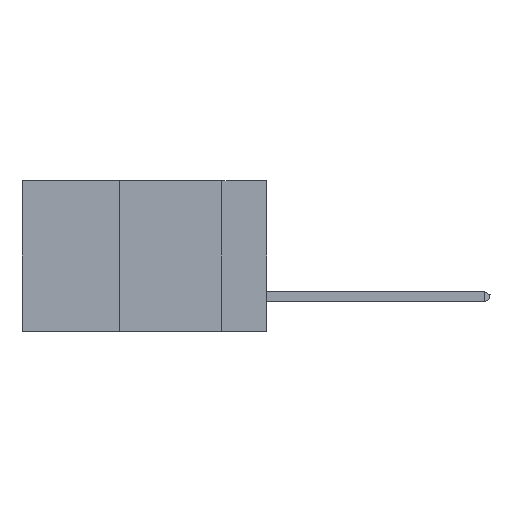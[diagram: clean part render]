
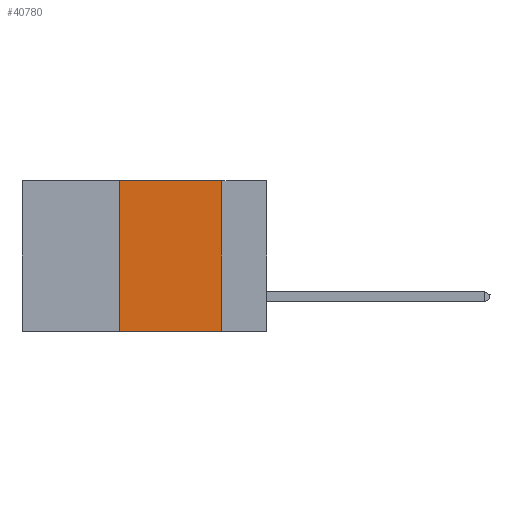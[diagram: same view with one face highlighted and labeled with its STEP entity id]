
A CAD part, left-side view. The second image highlights one B-rep face of the part: STEP entity #40780.
In plain terms, the highlighted planar face has unit normal (-1, 0, 0).
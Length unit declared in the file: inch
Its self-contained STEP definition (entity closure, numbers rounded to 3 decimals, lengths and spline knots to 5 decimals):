
#614 = EDGE_CURVE ( 'NONE', #11963, #32830, #26111, .T. ) ;
#888 = DIRECTION ( 'NONE',  ( 0., -1., 0. ) ) ;
#2502 = CARTESIAN_POINT ( 'NONE',  ( 0., 0.36, 0. ) ) ;
#3460 = CARTESIAN_POINT ( 'NONE',  ( 0., 0.11, 0. ) ) ;
#3570 = DIRECTION ( 'NONE',  ( 0., 0., -1. ) ) ;
#3647 = ORIENTED_EDGE ( 'NONE', *, *, #10787, .F. ) ;
#4068 = VERTEX_POINT ( 'NONE', #4739 ) ;
#4078 = CARTESIAN_POINT ( 'NONE',  ( 0., 0.6, 0. ) ) ;
#4593 = VECTOR ( 'NONE', #3570, 39.37008 ) ;
#4739 = CARTESIAN_POINT ( 'NONE',  ( 0., 0.36, -0.37 ) ) ;
#6446 = CARTESIAN_POINT ( 'NONE',  ( 0., 0.6, 0. ) ) ;
#9102 = CARTESIAN_POINT ( 'NONE',  ( 0., 0.6, -0.37 ) ) ;
#9518 = DIRECTION ( 'NONE',  ( 0., 0., 1. ) ) ;
#10787 = EDGE_CURVE ( 'NONE', #26034, #11963, #33235, .T. ) ;
#11730 = VECTOR ( 'NONE', #9518, 39.37008 ) ;
#11963 = VERTEX_POINT ( 'NONE', #3460 ) ;
#12709 = CARTESIAN_POINT ( 'NONE',  ( 0., 0.36, 0. ) ) ;
#13888 = AXIS2_PLACEMENT_3D ( 'NONE', #6446, #32010, #34784 ) ;
#14173 = ORIENTED_EDGE ( 'NONE', *, *, #22937, .T. ) ;
#19598 = ORIENTED_EDGE ( 'NONE', *, *, #21759, .F. ) ;
#20661 = ORIENTED_EDGE ( 'NONE', *, *, #614, .F. ) ;
#21759 = EDGE_CURVE ( 'NONE', #4068, #26034, #25046, .T. ) ;
#22205 = PLANE ( 'NONE',  #13888 ) ;
#22937 = EDGE_CURVE ( 'NONE', #4068, #32830, #38271, .T. ) ;
#25046 = LINE ( 'NONE', #2502, #11730 ) ;
#25590 = FACE_OUTER_BOUND ( 'NONE', #41790, .T. ) ;
#26034 = VERTEX_POINT ( 'NONE', #12709 ) ;
#26111 = LINE ( 'NONE', #36554, #4593 ) ;
#29467 = VECTOR ( 'NONE', #41466, 39.37008 ) ;
#31225 = CARTESIAN_POINT ( 'NONE',  ( 0., 0.11, -0.37 ) ) ;
#32010 = DIRECTION ( 'NONE',  ( 1., 0., 0. ) ) ;
#32830 = VERTEX_POINT ( 'NONE', #31225 ) ;
#33235 = LINE ( 'NONE', #4078, #36286 ) ;
#34784 = DIRECTION ( 'NONE',  ( 0., 0., -1. ) ) ;
#36286 = VECTOR ( 'NONE', #888, 39.37008 ) ;
#36554 = CARTESIAN_POINT ( 'NONE',  ( 0., 0.11, 0. ) ) ;
#38271 = LINE ( 'NONE', #9102, #29467 ) ;
#40780 = ADVANCED_FACE ( 'NONE', ( #25590 ), #22205, .F. ) ;
#41466 = DIRECTION ( 'NONE',  ( 0., -1., 0. ) ) ;
#41790 = EDGE_LOOP ( 'NONE', ( #20661, #3647, #19598, #14173 ) ) ;
